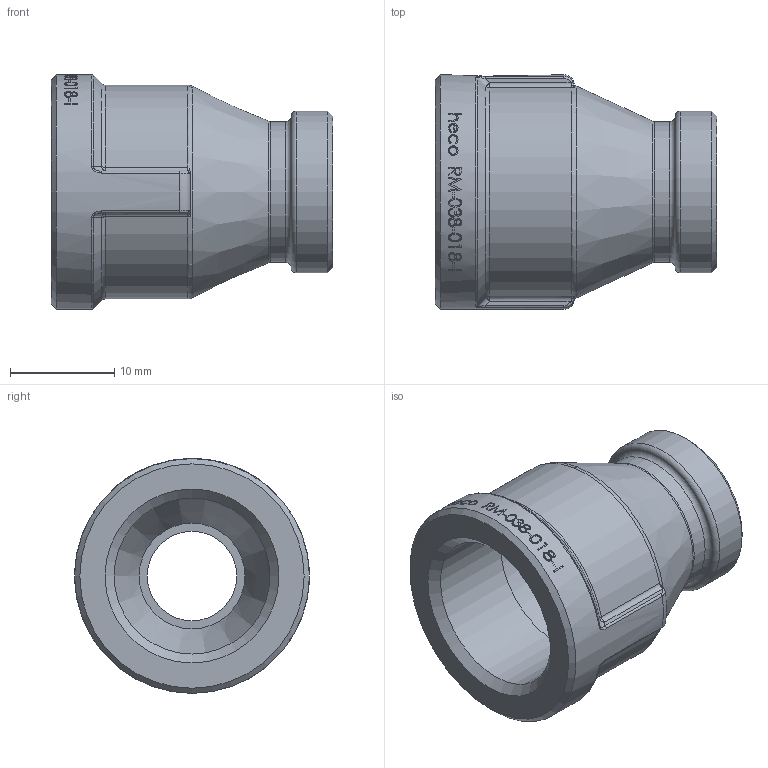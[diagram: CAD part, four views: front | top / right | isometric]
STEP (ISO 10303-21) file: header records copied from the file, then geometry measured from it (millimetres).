
FILE_DESCRIPTION (( 'STEP AP214' ), '1' );
FILE_NAME ('heco_RM-038-018-I Reduziermuffe 2305.STEP', '2023-05-09T09:49:20', ( '' ), ( '' ), 'SwSTEP 2.0', 'SolidWorks 2019', '' );
FILE_SCHEMA (( 'AUTOMOTIVE_DESIGN' ));
Length unit declared in the file: millimetre
Products named in the file (1): heco_RM-038-018-I Reduziermuffe 2305
Bounding box: 27 x 22.5 x 22.5 mm (x, y, z)
Volume: 3421.5 mm3; surface area: 3256.8 mm2
Topology: 1 solids, 1 shells, 263 faces, 660 edges, 426 vertices
Faces by surface type: bspline 126, plane 72, cylinder 41, torus 12, cone 8, sphere 4
Full cylindrical faces by diameter (mm): 8.566 x1, 13.5 x1, 14.95 x1, 15.5 x1, 17.5 x1, 22.5 x1
Entity records: 15132 total; most frequent: CARTESIAN_POINT 7787, ORIENTED_EDGE 1266, DIRECTION 730, EDGE_CURVE 633, VERTEX_POINT 417, EDGE_LOOP 308, B_SPLINE_CURVE_WITH_KNOTS 294, FACE_OUTER_BOUND 273
